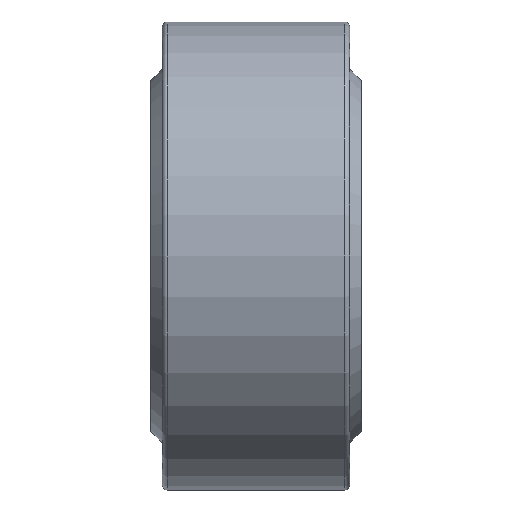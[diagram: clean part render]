
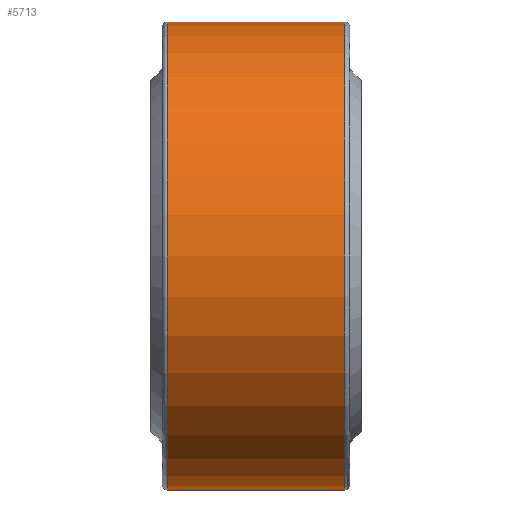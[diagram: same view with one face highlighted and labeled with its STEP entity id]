
A CAD part, front view. The second image highlights one B-rep face of the part: STEP entity #5713.
In plain terms, the highlighted cylindrical face has radius 100 mm (diameter 200 mm), a partial arc.
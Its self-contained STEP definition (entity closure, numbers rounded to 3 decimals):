
#141 = EDGE_CURVE ( 'NONE', #2823, #6115, #4531, .T. ) ;
#165 = EDGE_LOOP ( 'NONE', ( #1816, #3821, #2283, #586 ) ) ;
#454 = EDGE_CURVE ( 'NONE', #6115, #5594, #4772, .T. ) ;
#586 = ORIENTED_EDGE ( 'NONE', *, *, #454, .T. ) ;
#799 = VECTOR ( 'NONE', #2578, 1000. ) ;
#992 = DIRECTION ( 'NONE',  ( -1., 0., 0. ) ) ;
#1214 = CARTESIAN_POINT ( 'NONE',  ( -69.595, 0., 100. ) ) ;
#1816 = ORIENTED_EDGE ( 'NONE', *, *, #5399, .F. ) ;
#2098 = AXIS2_PLACEMENT_3D ( 'NONE', #5102, #2599, #3060 ) ;
#2119 = DIRECTION ( 'NONE',  ( -1., 0., 0. ) ) ;
#2283 = ORIENTED_EDGE ( 'NONE', *, *, #141, .T. ) ;
#2305 = CARTESIAN_POINT ( 'NONE',  ( -38., 0., -100. ) ) ;
#2364 = CARTESIAN_POINT ( 'NONE',  ( 38., 0., 0. ) ) ;
#2578 = DIRECTION ( 'NONE',  ( -1., 0., 0. ) ) ;
#2599 = DIRECTION ( 'NONE',  ( 1., 0., 0. ) ) ;
#2671 = CIRCLE ( 'NONE', #5582, 100. ) ;
#2697 = LINE ( 'NONE', #4810, #3445 ) ;
#2784 = CARTESIAN_POINT ( 'NONE',  ( 38., 0., 100. ) ) ;
#2823 = VERTEX_POINT ( 'NONE', #2784 ) ;
#2835 = DIRECTION ( 'NONE',  ( 0., 0., 1. ) ) ;
#2957 = FACE_OUTER_BOUND ( 'NONE', #165, .T. ) ;
#3060 = DIRECTION ( 'NONE',  ( 0., 0., -1. ) ) ;
#3445 = VECTOR ( 'NONE', #992, 1000. ) ;
#3529 = CARTESIAN_POINT ( 'NONE',  ( -69.595, 0., 0. ) ) ;
#3561 = DIRECTION ( 'NONE',  ( 0., 0., 1. ) ) ;
#3763 = CARTESIAN_POINT ( 'NONE',  ( -38., 0., 100. ) ) ;
#3821 = ORIENTED_EDGE ( 'NONE', *, *, #6140, .T. ) ;
#4255 = AXIS2_PLACEMENT_3D ( 'NONE', #3529, #2119, #3561 ) ;
#4531 = LINE ( 'NONE', #1214, #799 ) ;
#4593 = CARTESIAN_POINT ( 'NONE',  ( 38., 0., -100. ) ) ;
#4772 = CIRCLE ( 'NONE', #2098, 100. ) ;
#4810 = CARTESIAN_POINT ( 'NONE',  ( -69.595, 0., -100. ) ) ;
#5102 = CARTESIAN_POINT ( 'NONE',  ( -38., 0., 0. ) ) ;
#5399 = EDGE_CURVE ( 'NONE', #5570, #5594, #2697, .T. ) ;
#5570 = VERTEX_POINT ( 'NONE', #4593 ) ;
#5582 = AXIS2_PLACEMENT_3D ( 'NONE', #2364, #5698, #2835 ) ;
#5594 = VERTEX_POINT ( 'NONE', #2305 ) ;
#5698 = DIRECTION ( 'NONE',  ( -1., 0., 0. ) ) ;
#5713 = ADVANCED_FACE ( 'NONE', ( #2957 ), #6049, .T. ) ;
#6049 = CYLINDRICAL_SURFACE ( 'NONE', #4255, 100. ) ;
#6115 = VERTEX_POINT ( 'NONE', #3763 ) ;
#6140 = EDGE_CURVE ( 'NONE', #5570, #2823, #2671, .T. ) ;
